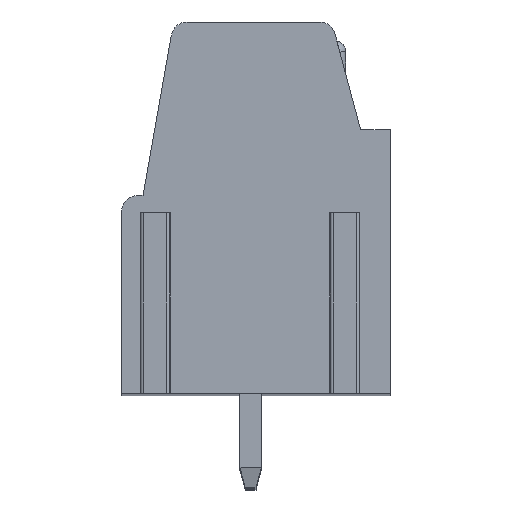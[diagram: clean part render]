
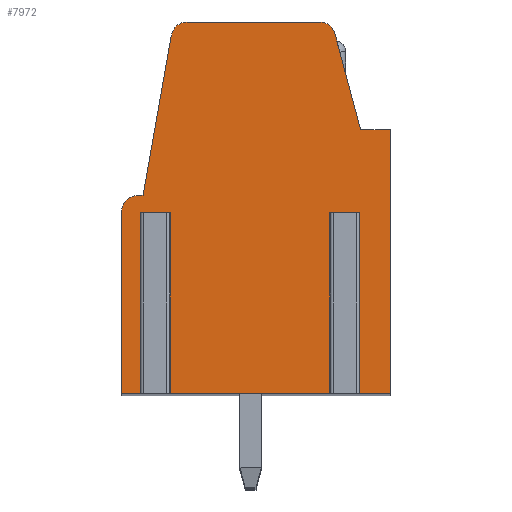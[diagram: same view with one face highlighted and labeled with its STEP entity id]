
A CAD part, top view. The second image highlights one B-rep face of the part: STEP entity #7972.
In plain terms, the highlighted planar face has unit normal (0, 0, 1).
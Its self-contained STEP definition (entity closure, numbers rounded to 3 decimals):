
#13=DIRECTION('',(-1.,0.,0.));
#14=VECTOR('',#13,0.62);
#15=CARTESIAN_POINT('',(3.61,-0.65,58.42));
#16=LINE('',#15,#14);
#17=DIRECTION('',(0.,1.,0.));
#18=VECTOR('',#17,6.7);
#19=CARTESIAN_POINT('',(2.99,-7.35,58.42));
#20=LINE('',#19,#18);
#21=DIRECTION('',(1.,0.,0.));
#22=VECTOR('',#21,6.43);
#23=CARTESIAN_POINT('',(-3.44,-7.35,58.42));
#24=LINE('',#23,#22);
#25=DIRECTION('',(0.,1.,0.));
#26=VECTOR('',#25,6.7);
#27=CARTESIAN_POINT('',(-3.44,-7.35,58.42));
#28=LINE('',#27,#26);
#29=DIRECTION('',(-1.,0.,0.));
#30=VECTOR('',#29,0.62);
#31=CARTESIAN_POINT('',(-3.44,-0.65,58.42));
#32=LINE('',#31,#30);
#33=DIRECTION('',(0.,1.,0.));
#34=VECTOR('',#33,6.7);
#35=CARTESIAN_POINT('',(-4.06,-7.35,58.42));
#36=LINE('',#35,#34);
#37=DIRECTION('',(1.,0.,0.));
#38=VECTOR('',#37,0.94);
#39=CARTESIAN_POINT('',(-5.,-7.35,58.42));
#40=LINE('',#39,#38);
#41=DIRECTION('',(0.,-1.,0.));
#42=VECTOR('',#41,6.75);
#43=CARTESIAN_POINT('',(-5.,-0.6,58.42));
#44=LINE('',#43,#42);
#45=CARTESIAN_POINT('',(-4.4,-0.6,58.42));
#46=DIRECTION('',(0.,0.,1.));
#47=DIRECTION('',(0.,1.,0.));
#48=AXIS2_PLACEMENT_3D('',#45,#46,#47);
#50=DIRECTION('',(-1.,0.,0.));
#51=VECTOR('',#50,0.2);
#52=CARTESIAN_POINT('',(-4.2,0.,58.42));
#53=LINE('',#52,#51);
#54=DIRECTION('',(-0.174,-0.985,0.));
#55=VECTOR('',#54,6.046);
#56=CARTESIAN_POINT('',(-3.15,5.954,58.42));
#57=LINE('',#56,#55);
#58=CARTESIAN_POINT('',(-2.559,5.85,58.42));
#59=DIRECTION('',(0.,0.,1.));
#60=DIRECTION('',(0.,1.,0.));
#61=AXIS2_PLACEMENT_3D('',#58,#59,#60);
#63=DIRECTION('',(-1.,0.,0.));
#64=VECTOR('',#63,4.917);
#65=CARTESIAN_POINT('',(2.358,6.45,58.42));
#66=LINE('',#65,#64);
#67=CARTESIAN_POINT('',(2.358,5.85,58.42));
#68=DIRECTION('',(0.,0.,1.));
#69=DIRECTION('',(0.966,0.259,0.));
#70=AXIS2_PLACEMENT_3D('',#67,#68,#69);
#72=DIRECTION('',(-0.259,0.966,0.));
#73=VECTOR('',#72,3.681);
#74=CARTESIAN_POINT('',(3.89,2.45,58.42));
#75=LINE('',#74,#73);
#76=DIRECTION('',(-1.,0.,0.));
#77=VECTOR('',#76,1.11);
#78=CARTESIAN_POINT('',(5.,2.45,58.42));
#79=LINE('',#78,#77);
#80=DIRECTION('',(0.,1.,0.));
#81=VECTOR('',#80,9.8);
#82=CARTESIAN_POINT('',(5.,-7.35,58.42));
#83=LINE('',#82,#81);
#84=DIRECTION('',(1.,0.,0.));
#85=VECTOR('',#84,1.39);
#86=CARTESIAN_POINT('',(3.61,-7.35,58.42));
#87=LINE('',#86,#85);
#88=DIRECTION('',(0.,1.,0.));
#89=VECTOR('',#88,6.7);
#90=CARTESIAN_POINT('',(3.61,-7.35,58.42));
#91=LINE('',#90,#89);
#6259=CARTESIAN_POINT('',(-5.,-0.6,58.42));
#6260=CARTESIAN_POINT('',(-5.,-7.35,58.42));
#6261=VERTEX_POINT('',#6259);
#6262=VERTEX_POINT('',#6260);
#6263=CARTESIAN_POINT('',(5.,-7.35,58.42));
#6264=CARTESIAN_POINT('',(5.,2.45,58.42));
#6265=VERTEX_POINT('',#6263);
#6266=VERTEX_POINT('',#6264);
#6267=CARTESIAN_POINT('',(3.89,2.45,58.42));
#6268=VERTEX_POINT('',#6267);
#6269=CARTESIAN_POINT('',(2.937,6.005,58.42));
#6270=VERTEX_POINT('',#6269);
#6271=CARTESIAN_POINT('',(2.358,6.45,58.42));
#6272=VERTEX_POINT('',#6271);
#6273=CARTESIAN_POINT('',(-2.559,6.45,58.42));
#6274=VERTEX_POINT('',#6273);
#6275=CARTESIAN_POINT('',(-3.15,5.954,58.42));
#6276=VERTEX_POINT('',#6275);
#6277=CARTESIAN_POINT('',(-4.2,0.,58.42));
#6278=VERTEX_POINT('',#6277);
#6279=CARTESIAN_POINT('',(-4.4,0.,58.42));
#6280=VERTEX_POINT('',#6279);
#6399=CARTESIAN_POINT('',(3.61,-0.65,58.42));
#6400=CARTESIAN_POINT('',(2.99,-0.65,58.42));
#6401=VERTEX_POINT('',#6399);
#6402=VERTEX_POINT('',#6400);
#6403=CARTESIAN_POINT('',(-3.44,-0.65,58.42));
#6404=CARTESIAN_POINT('',(-4.06,-0.65,58.42));
#6405=VERTEX_POINT('',#6403);
#6406=VERTEX_POINT('',#6404);
#6407=CARTESIAN_POINT('',(-4.06,-7.35,58.42));
#6408=VERTEX_POINT('',#6407);
#6409=CARTESIAN_POINT('',(-3.44,-7.35,58.42));
#6410=VERTEX_POINT('',#6409);
#6411=CARTESIAN_POINT('',(3.61,-7.35,58.42));
#6412=VERTEX_POINT('',#6411);
#6413=CARTESIAN_POINT('',(2.99,-7.35,58.42));
#6414=VERTEX_POINT('',#6413);
#7927=CARTESIAN_POINT('',(0.,0.,58.42));
#7928=DIRECTION('',(0.,0.,1.));
#7929=DIRECTION('',(1.,0.,0.));
#7930=AXIS2_PLACEMENT_3D('',#7927,#7928,#7929);
#7931=PLANE('',#7930);
#7933=ORIENTED_EDGE('',*,*,#7932,.T.);
#7935=ORIENTED_EDGE('',*,*,#7934,.F.);
#7937=ORIENTED_EDGE('',*,*,#7936,.F.);
#7939=ORIENTED_EDGE('',*,*,#7938,.T.);
#7941=ORIENTED_EDGE('',*,*,#7940,.T.);
#7943=ORIENTED_EDGE('',*,*,#7942,.F.);
#7945=ORIENTED_EDGE('',*,*,#7944,.F.);
#7947=ORIENTED_EDGE('',*,*,#7946,.F.);
#7949=ORIENTED_EDGE('',*,*,#7948,.F.);
#7951=ORIENTED_EDGE('',*,*,#7950,.F.);
#7953=ORIENTED_EDGE('',*,*,#7952,.F.);
#7955=ORIENTED_EDGE('',*,*,#7954,.F.);
#7957=ORIENTED_EDGE('',*,*,#7956,.F.);
#7959=ORIENTED_EDGE('',*,*,#7958,.F.);
#7961=ORIENTED_EDGE('',*,*,#7960,.F.);
#7963=ORIENTED_EDGE('',*,*,#7962,.F.);
#7965=ORIENTED_EDGE('',*,*,#7964,.F.);
#7967=ORIENTED_EDGE('',*,*,#7966,.F.);
#7969=ORIENTED_EDGE('',*,*,#7968,.T.);
#7970=EDGE_LOOP('',(#7933,#7935,#7937,#7939,#7941,#7943,#7945,#7947,#7949,#7951,
#7953,#7955,#7957,#7959,#7961,#7963,#7965,#7967,#7969));
#7971=FACE_OUTER_BOUND('',#7970,.F.);
#49=CIRCLE('',#48,0.6);
#62=CIRCLE('',#61,0.6);
#71=CIRCLE('',#70,0.6);
#7932=EDGE_CURVE('',#6401,#6402,#16,.T.);
#7934=EDGE_CURVE('',#6414,#6402,#20,.T.);
#7936=EDGE_CURVE('',#6410,#6414,#24,.T.);
#7938=EDGE_CURVE('',#6410,#6405,#28,.T.);
#7940=EDGE_CURVE('',#6405,#6406,#32,.T.);
#7942=EDGE_CURVE('',#6408,#6406,#36,.T.);
#7944=EDGE_CURVE('',#6262,#6408,#40,.T.);
#7946=EDGE_CURVE('',#6261,#6262,#44,.T.);
#7948=EDGE_CURVE('',#6280,#6261,#49,.T.);
#7950=EDGE_CURVE('',#6278,#6280,#53,.T.);
#7952=EDGE_CURVE('',#6276,#6278,#57,.T.);
#7954=EDGE_CURVE('',#6274,#6276,#62,.T.);
#7956=EDGE_CURVE('',#6272,#6274,#66,.T.);
#7958=EDGE_CURVE('',#6270,#6272,#71,.T.);
#7960=EDGE_CURVE('',#6268,#6270,#75,.T.);
#7962=EDGE_CURVE('',#6266,#6268,#79,.T.);
#7964=EDGE_CURVE('',#6265,#6266,#83,.T.);
#7966=EDGE_CURVE('',#6412,#6265,#87,.T.);
#7968=EDGE_CURVE('',#6412,#6401,#91,.T.);
#7972=ADVANCED_FACE('',(#7971),#7931,.T.);
